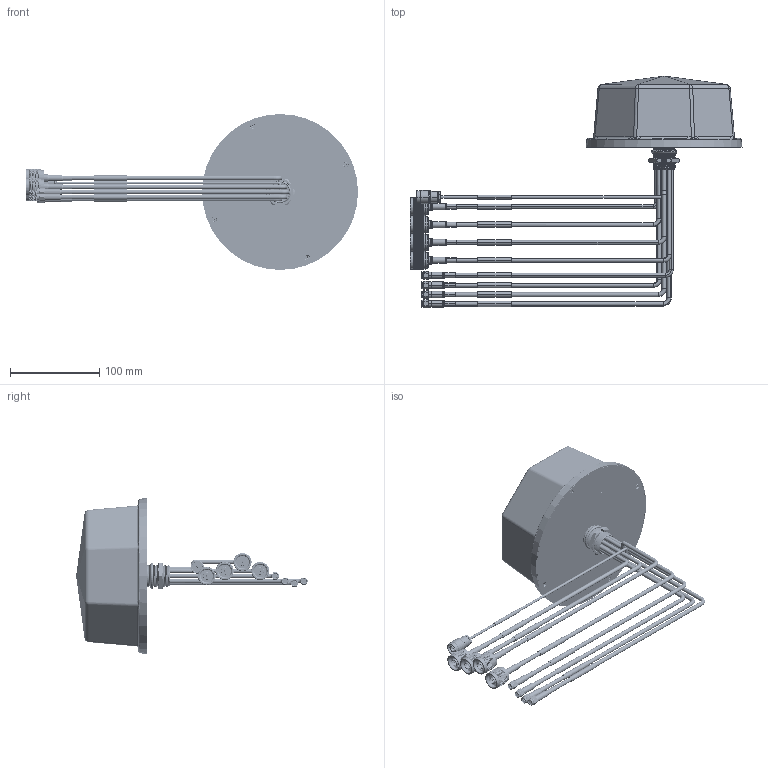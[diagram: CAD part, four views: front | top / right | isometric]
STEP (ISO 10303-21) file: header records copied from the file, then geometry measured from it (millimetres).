
FILE_DESCRIPTION (( 'STEP AP214' ), '1' );
FILE_NAME ('FMANOM1136_3D.step', '2023-08-04T23:20:11', ( '' ), ( '' ), 'SwSTEP 2.0', 'SolidWorks 2022', '' );
FILE_SCHEMA (( 'AUTOMOTIVE_DESIGN' ));
Length unit declared in the file: inch
Products named in the file (11): FMANOM1136_3D; DIANLAN-451^FMANOM1136; PE4303^FMANOM1136; CB451YD_01^FMANOM1136; O-29X3^FMANOM1136; CB451YD_02^FMANOM1136; KA3X10^FMANOM1136; CB441YD_01^FMANOM1136; PE4329_cellular HS^FMANOM1136_CRIMPED; LUOMU_M25^FMANOM1136; PE4769_WI-FI^FMANOM1136
Assembly tree (19 placements, depth 2):
  FMANOM1136_3D
    CB441YD_01^FMANOM1136
    CB451YD_01^FMANOM1136
    CB451YD_02^FMANOM1136
    KA3X10^FMANOM1136  x4
    DIANLAN-451^FMANOM1136
    O-29X3^FMANOM1136
    LUOMU_M25^FMANOM1136
    PE4303^FMANOM1136
    PE4329_cellular HS^FMANOM1136_CRIMPED  x4
    PE4769_WI-FI^FMANOM1136  x4
Bounding box: 372.68 x 260.18 x 175 mm (x, y, z)
Volume: 261260.3 mm3; surface area: 250123 mm2
Topology: 31 solids, 35 shells, 10981 faces, 23955 edges, 13137 vertices
Faces by surface type: bspline 7312, cylinder 2738, plane 443, cone 309, torus 171, sphere 8
Entity records: 128833 total; most frequent: CARTESIAN_POINT 79125, ORIENTED_EDGE 13936, EDGE_CURVE 6968, DIRECTION 5301, VERTEX_POINT 3885, EDGE_LOOP 3245, ADVANCED_FACE 3175, FACE_OUTER_BOUND 3175
